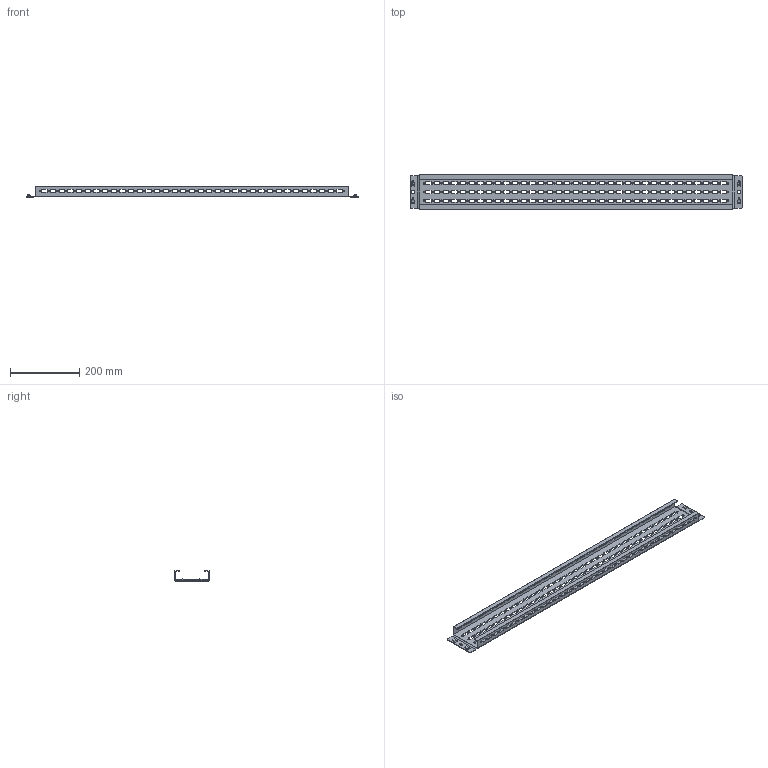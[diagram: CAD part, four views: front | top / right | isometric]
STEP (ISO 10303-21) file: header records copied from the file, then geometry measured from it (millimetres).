
FILE_DESCRIPTION (( 'STEP AP214' ), '1' );
FILE_NAME ('TTKA10.STEP', '2025-09-10T20:02:23', ( '' ), ( '' ), 'SwSTEP 2.0', 'SolidWorks 2024', '' );
FILE_SCHEMA (( 'AUTOMOTIVE_DESIGN' ));
Length unit declared in the file: millimetre
Products named in the file (1): TTKA10
Bounding box: 956 x 98.5 x 31 mm (x, y, z)
Volume: 268768.5 mm3; surface area: 295516.6 mm2
Topology: 1 solids, 1 shells, 1008 faces, 3168 edges, 2154 vertices
Faces by surface type: plane 818, cylinder 190
Full cylindrical faces by diameter (mm): 4.25 x180
Entity records: 34377 total; most frequent: CARTESIAN_POINT 5923, ORIENTED_EDGE 5724, DIRECTION 5244, EDGE_CURVE 2862, LINE 2482, VECTOR 2482, VERTEX_POINT 2028, EDGE_LOOP 1918
